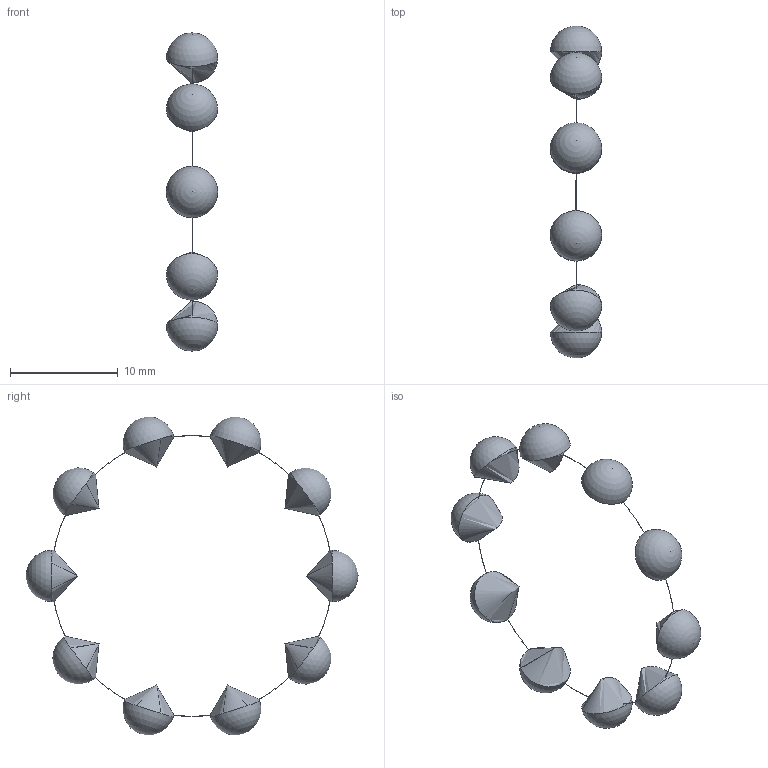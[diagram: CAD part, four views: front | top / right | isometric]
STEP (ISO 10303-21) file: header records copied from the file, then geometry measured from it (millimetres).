
FILE_DESCRIPTION (( 'STEP AP203' ), '1' );
FILE_NAME ('skf_bearing_6003-2rsh_2_05_Default_sldprt.STEP', '2025-04-30T13:52:00', ( '' ), ( '' ), 'SwSTEP 2.0', 'SolidWorks 2024', '' );
FILE_SCHEMA (( 'CONFIG_CONTROL_DESIGN' ));
Length unit declared in the file: millimetre
Products named in the file (1): skf_bearing_6003-2rsh_2_05_Default_sldprt
Bounding box: 4.76 x 30.76 x 29.47 mm (x, y, z)
Volume: 565.4 mm3; surface area: 714.5 mm2
Topology: 1 solids, 1 shells, 42 faces, 134 edges, 92 vertices
Faces by surface type: torus 22, sphere 20
Entity records: 1337 total; most frequent: CARTESIAN_POINT 389, DIRECTION 174, ORIENTED_EDGE 168, AXIS2_PLACEMENT_3D 87, EDGE_CURVE 84, EDGE_LOOP 62, VERTEX_POINT 62, CIRCLE 44
